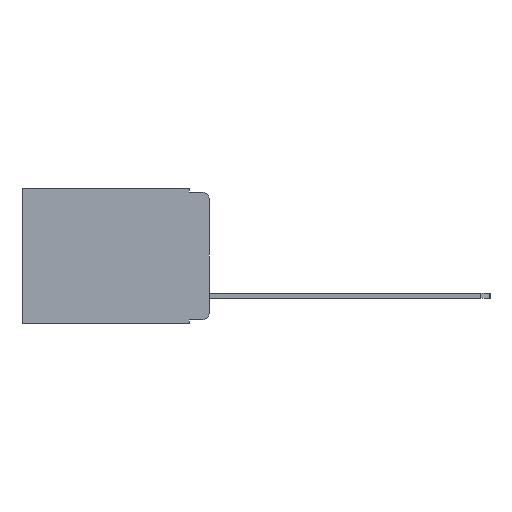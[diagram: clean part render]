
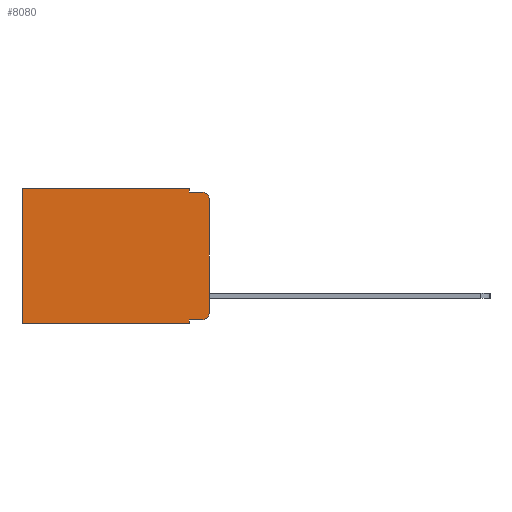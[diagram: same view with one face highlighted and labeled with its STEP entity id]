
A CAD part, left-side view. The second image highlights one B-rep face of the part: STEP entity #8080.
In plain terms, the highlighted planar face has unit normal (-1, 0, 0).
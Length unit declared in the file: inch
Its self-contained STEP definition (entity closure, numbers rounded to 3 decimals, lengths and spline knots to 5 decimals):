
#68 = DIRECTION ( 'NONE',  ( 0., 0., -1. ) ) ;
#326 = VERTEX_POINT ( 'NONE', #14692 ) ;
#561 = FACE_OUTER_BOUND ( 'NONE', #12182, .T. ) ;
#582 = ORIENTED_EDGE ( 'NONE', *, *, #9321, .T. ) ;
#917 = LINE ( 'NONE', #14631, #11246 ) ;
#1257 = DIRECTION ( 'NONE',  ( 0., 1., 0. ) ) ;
#1330 = AXIS2_PLACEMENT_3D ( 'NONE', #12999, #2676, #9930 ) ;
#1348 = LINE ( 'NONE', #9052, #5173 ) ;
#1478 = EDGE_CURVE ( 'NONE', #6293, #3742, #11644, .T. ) ;
#1511 = EDGE_CURVE ( 'NONE', #326, #12210, #7125, .T. ) ;
#1541 = EDGE_CURVE ( 'NONE', #7179, #326, #5847, .T. ) ;
#1588 = LINE ( 'NONE', #9543, #4964 ) ;
#1604 = DIRECTION ( 'NONE',  ( -1., 0., 0. ) ) ;
#1695 = EDGE_CURVE ( 'NONE', #7179, #14984, #13999, .T. ) ;
#1698 = EDGE_CURVE ( 'NONE', #6776, #9801, #917, .T. ) ;
#1869 = ORIENTED_EDGE ( 'NONE', *, *, #9441, .T. ) ;
#1961 = CARTESIAN_POINT ( 'NONE',  ( 0.298, 0., -0.03 ) ) ;
#2268 = CARTESIAN_POINT ( 'NONE',  ( 0.298, 0.051, -0.343 ) ) ;
#2312 = ORIENTED_EDGE ( 'NONE', *, *, #1478, .F. ) ;
#2676 = DIRECTION ( 'NONE',  ( -1., 0., 0. ) ) ;
#2878 = ORIENTED_EDGE ( 'NONE', *, *, #1698, .T. ) ;
#3014 = VECTOR ( 'NONE', #68, 39.37008 ) ;
#3366 = DIRECTION ( 'NONE',  ( 1., 0., 0. ) ) ;
#3466 = ORIENTED_EDGE ( 'NONE', *, *, #1511, .T. ) ;
#3742 = VERTEX_POINT ( 'NONE', #11798 ) ;
#3801 = CARTESIAN_POINT ( 'NONE',  ( 0.298, 0., -0.313 ) ) ;
#4132 = CARTESIAN_POINT ( 'NONE',  ( 0.298, 0.051, 0. ) ) ;
#4224 = DIRECTION ( 'NONE',  ( 0., 0., -1. ) ) ;
#4507 = VECTOR ( 'NONE', #7348, 39.37008 ) ;
#4774 = DIRECTION ( 'NONE',  ( 0., -1., 0. ) ) ;
#4964 = VECTOR ( 'NONE', #14253, 39.37008 ) ;
#5173 = VECTOR ( 'NONE', #1257, 39.37008 ) ;
#5183 = EDGE_CURVE ( 'NONE', #14984, #9801, #1348, .T. ) ;
#5393 = CARTESIAN_POINT ( 'NONE',  ( 0.298, 0.051, 0. ) ) ;
#5451 = VECTOR ( 'NONE', #4774, 39.37008 ) ;
#5847 = LINE ( 'NONE', #11401, #5451 ) ;
#6055 = VERTEX_POINT ( 'NONE', #4132 ) ;
#6247 = ORIENTED_EDGE ( 'NONE', *, *, #10145, .F. ) ;
#6293 = VERTEX_POINT ( 'NONE', #6764 ) ;
#6764 = CARTESIAN_POINT ( 'NONE',  ( 0.298, 0.051, -0.01 ) ) ;
#6776 = VERTEX_POINT ( 'NONE', #12124 ) ;
#7125 = CIRCLE ( 'NONE', #1330, 0.02 ) ;
#7179 = VERTEX_POINT ( 'NONE', #10852 ) ;
#7348 = DIRECTION ( 'NONE',  ( 0., -1., 0. ) ) ;
#8080 = ADVANCED_FACE ( 'NONE', ( #561 ), #9738, .F. ) ;
#8434 = EDGE_CURVE ( 'NONE', #6055, #6293, #8440, .T. ) ;
#8440 = LINE ( 'NONE', #5393, #14468 ) ;
#9052 = CARTESIAN_POINT ( 'NONE',  ( 0.298, 0., -0.343 ) ) ;
#9317 = ORIENTED_EDGE ( 'NONE', *, *, #1541, .T. ) ;
#9321 = EDGE_CURVE ( 'NONE', #14422, #3742, #12832, .T. ) ;
#9325 = CARTESIAN_POINT ( 'NONE',  ( 0.298, 0.02, -0.03 ) ) ;
#9441 = EDGE_CURVE ( 'NONE', #6055, #6776, #1588, .T. ) ;
#9543 = CARTESIAN_POINT ( 'NONE',  ( 0.298, 0., 0. ) ) ;
#9738 = PLANE ( 'NONE',  #15213 ) ;
#9801 = VERTEX_POINT ( 'NONE', #11384 ) ;
#9930 = DIRECTION ( 'NONE',  ( 0., 0., -1. ) ) ;
#9932 = AXIS2_PLACEMENT_3D ( 'NONE', #9325, #1604, #10560 ) ;
#10145 = EDGE_CURVE ( 'NONE', #14422, #12210, #16073, .T. ) ;
#10435 = ORIENTED_EDGE ( 'NONE', *, *, #5183, .F. ) ;
#10560 = DIRECTION ( 'NONE',  ( 0., 0., -1. ) ) ;
#10852 = CARTESIAN_POINT ( 'NONE',  ( 0.298, 0.051, -0.333 ) ) ;
#10879 = VECTOR ( 'NONE', #12985, 39.37008 ) ;
#10954 = CARTESIAN_POINT ( 'NONE',  ( 0.298, 0., 0. ) ) ;
#11246 = VECTOR ( 'NONE', #12639, 39.37008 ) ;
#11384 = CARTESIAN_POINT ( 'NONE',  ( 0.298, 0.473, -0.343 ) ) ;
#11401 = CARTESIAN_POINT ( 'NONE',  ( 0.298, 0.051, -0.333 ) ) ;
#11644 = LINE ( 'NONE', #13797, #4507 ) ;
#11743 = ORIENTED_EDGE ( 'NONE', *, *, #8434, .F. ) ;
#11798 = CARTESIAN_POINT ( 'NONE',  ( 0.298, 0.02, -0.01 ) ) ;
#12124 = CARTESIAN_POINT ( 'NONE',  ( 0.298, 0.473, 0. ) ) ;
#12169 = DIRECTION ( 'NONE',  ( 0., 0., -1. ) ) ;
#12182 = EDGE_LOOP ( 'NONE', ( #6247, #582, #2312, #11743, #1869, #2878, #10435, #13209, #9317, #3466 ) ) ;
#12210 = VERTEX_POINT ( 'NONE', #3801 ) ;
#12639 = DIRECTION ( 'NONE',  ( 0., 0., -1. ) ) ;
#12832 = CIRCLE ( 'NONE', #9932, 0.02 ) ;
#12985 = DIRECTION ( 'NONE',  ( 0., 0., -1. ) ) ;
#12999 = CARTESIAN_POINT ( 'NONE',  ( 0.298, 0.02, -0.313 ) ) ;
#13036 = CARTESIAN_POINT ( 'NONE',  ( 0.298, 0., 0. ) ) ;
#13209 = ORIENTED_EDGE ( 'NONE', *, *, #1695, .F. ) ;
#13797 = CARTESIAN_POINT ( 'NONE',  ( 0.298, 0.051, -0.01 ) ) ;
#13999 = LINE ( 'NONE', #14665, #10879 ) ;
#14253 = DIRECTION ( 'NONE',  ( 0., 1., 0. ) ) ;
#14422 = VERTEX_POINT ( 'NONE', #1961 ) ;
#14468 = VECTOR ( 'NONE', #4224, 39.37008 ) ;
#14631 = CARTESIAN_POINT ( 'NONE',  ( 0.298, 0.473, 0. ) ) ;
#14665 = CARTESIAN_POINT ( 'NONE',  ( 0.298, 0.051, 0. ) ) ;
#14692 = CARTESIAN_POINT ( 'NONE',  ( 0.298, 0.02, -0.333 ) ) ;
#14984 = VERTEX_POINT ( 'NONE', #2268 ) ;
#15213 = AXIS2_PLACEMENT_3D ( 'NONE', #10954, #3366, #12169 ) ;
#16073 = LINE ( 'NONE', #13036, #3014 ) ;
